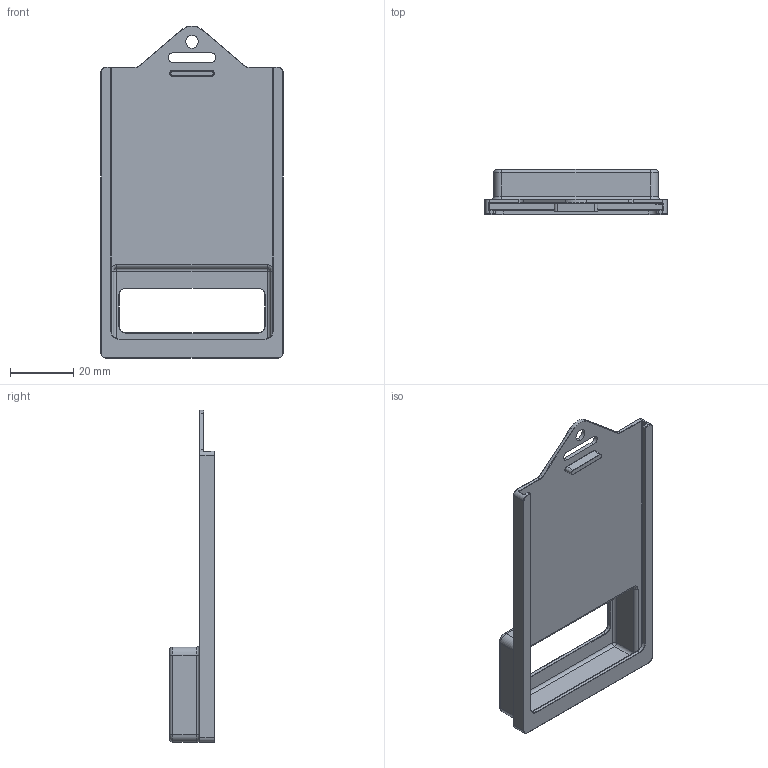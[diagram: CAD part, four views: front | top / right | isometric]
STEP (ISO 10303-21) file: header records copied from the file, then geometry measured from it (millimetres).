
FILE_DESCRIPTION (( 'STEP AP203' ), '1' );
FILE_NAME ('Hold case 2 V6 stopper.STEP', '2024-09-24T11:07:16', ( '' ), ( '' ), 'SwSTEP 2.0', 'SolidWorks 2022', '' );
FILE_SCHEMA (( 'CONFIG_CONTROL_DESIGN' ));
Length unit declared in the file: millimetre
Products named in the file (1): Hold case 2 V6  stopper
Bounding box: 57.6 x 14.2 x 105 mm (x, y, z)
Volume: 10317.9 mm3; surface area: 15755 mm2
Topology: 1 solids, 1 shells, 187 faces, 437 edges, 243 vertices
Faces by surface type: cylinder 88, torus 48, plane 36, sphere 7, bspline 6, cone 2
Entity records: 5475 total; most frequent: CARTESIAN_POINT 1090, DIRECTION 1003, ORIENTED_EDGE 854, EDGE_CURVE 427, AXIS2_PLACEMENT_3D 409, VERTEX_POINT 243, CIRCLE 227, EDGE_LOOP 194
